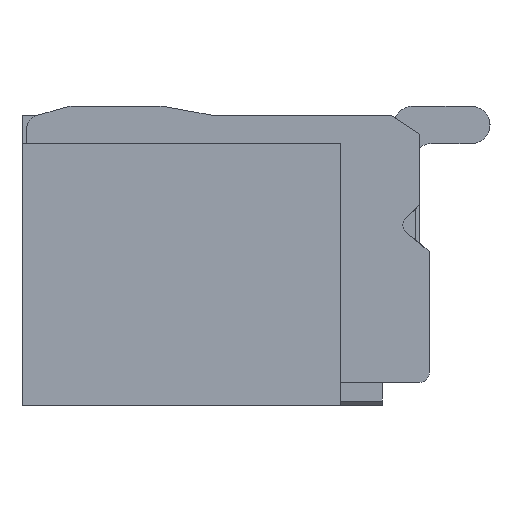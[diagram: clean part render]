
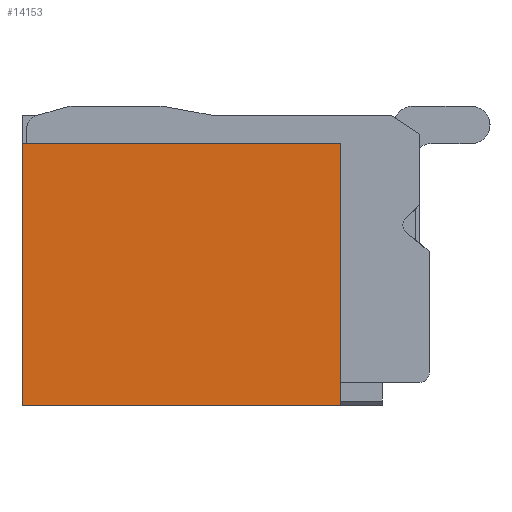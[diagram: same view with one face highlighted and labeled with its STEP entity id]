
A CAD part, left-side view. The second image highlights one B-rep face of the part: STEP entity #14153.
In plain terms, the highlighted planar face has unit normal (-1, 0, 0).
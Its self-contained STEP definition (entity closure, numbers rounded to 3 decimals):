
#431 = DIRECTION ( 'NONE',  ( 0., 1., 0. ) ) ;
#704 = EDGE_CURVE ( 'NONE', #14413, #1152, #7052, .T. ) ;
#1152 = VERTEX_POINT ( 'NONE', #6128 ) ;
#1262 = CARTESIAN_POINT ( 'NONE',  ( -8.25, 0.85, 1.25 ) ) ;
#1573 = VECTOR ( 'NONE', #10720, 1000. ) ;
#2454 = DIRECTION ( 'NONE',  ( 0., 0., 1. ) ) ;
#2533 = CARTESIAN_POINT ( 'NONE',  ( -8.25, 0.85, 1.25 ) ) ;
#2540 = LINE ( 'NONE', #5108, #10806 ) ;
#3358 = CARTESIAN_POINT ( 'NONE',  ( -8.25, 4.25, -1.55 ) ) ;
#3804 = EDGE_CURVE ( 'NONE', #8188, #11182, #5096, .T. ) ;
#3904 = CARTESIAN_POINT ( 'NONE',  ( -8.25, 0.85, -1.55 ) ) ;
#4710 = LINE ( 'NONE', #3358, #1573 ) ;
#5096 = LINE ( 'NONE', #3904, #12719 ) ;
#5108 = CARTESIAN_POINT ( 'NONE',  ( -8.25, 0.85, -1.55 ) ) ;
#5601 = FACE_OUTER_BOUND ( 'NONE', #15766, .T. ) ;
#6128 = CARTESIAN_POINT ( 'NONE',  ( -8.25, 4.25, 1.25 ) ) ;
#6757 = ORIENTED_EDGE ( 'NONE', *, *, #10075, .F. ) ;
#6810 = CARTESIAN_POINT ( 'NONE',  ( -8.25, 4.25, -1.55 ) ) ;
#7052 = LINE ( 'NONE', #2533, #11167 ) ;
#7418 = EDGE_CURVE ( 'NONE', #8188, #14413, #2540, .T. ) ;
#8188 = VERTEX_POINT ( 'NONE', #8523 ) ;
#8523 = CARTESIAN_POINT ( 'NONE',  ( -8.25, 0.85, -1.55 ) ) ;
#8907 = ORIENTED_EDGE ( 'NONE', *, *, #704, .T. ) ;
#9207 = AXIS2_PLACEMENT_3D ( 'NONE', #9291, #10332, #11339 ) ;
#9291 = CARTESIAN_POINT ( 'NONE',  ( -8.25, 0., -1.55 ) ) ;
#9907 = DIRECTION ( 'NONE',  ( 0., 1., 0. ) ) ;
#10075 = EDGE_CURVE ( 'NONE', #11182, #1152, #4710, .T. ) ;
#10332 = DIRECTION ( 'NONE',  ( -1., 0., 0. ) ) ;
#10720 = DIRECTION ( 'NONE',  ( 0., 0., 1. ) ) ;
#10806 = VECTOR ( 'NONE', #2454, 1000. ) ;
#11167 = VECTOR ( 'NONE', #9907, 1000. ) ;
#11182 = VERTEX_POINT ( 'NONE', #6810 ) ;
#11339 = DIRECTION ( 'NONE',  ( 0., 0., 1. ) ) ;
#11892 = ORIENTED_EDGE ( 'NONE', *, *, #3804, .F. ) ;
#12533 = PLANE ( 'NONE',  #9207 ) ;
#12625 = ORIENTED_EDGE ( 'NONE', *, *, #7418, .T. ) ;
#12719 = VECTOR ( 'NONE', #431, 1000. ) ;
#14153 = ADVANCED_FACE ( 'NONE', ( #5601 ), #12533, .T. ) ;
#14413 = VERTEX_POINT ( 'NONE', #1262 ) ;
#15766 = EDGE_LOOP ( 'NONE', ( #12625, #8907, #6757, #11892 ) ) ;
